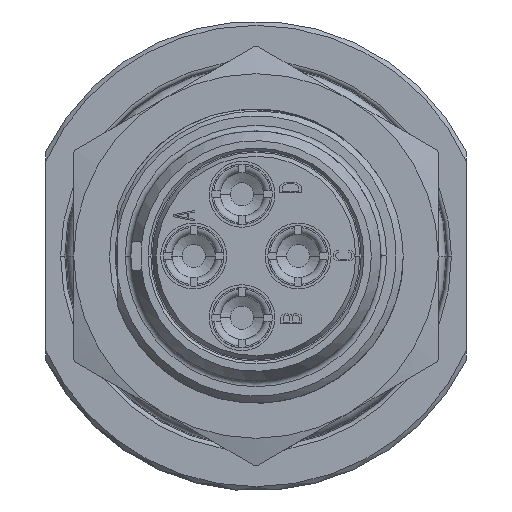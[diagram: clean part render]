
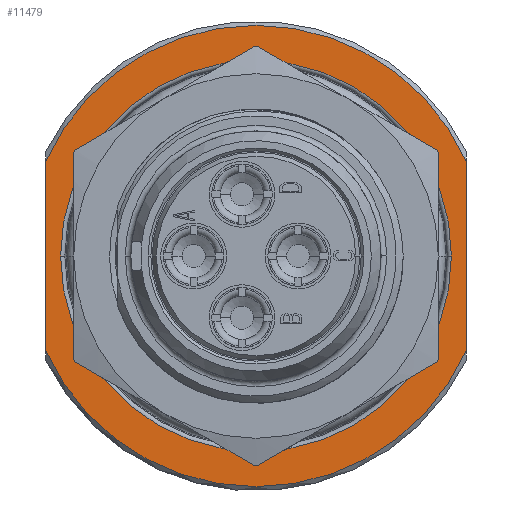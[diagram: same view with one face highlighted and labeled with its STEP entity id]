
A CAD part, left-side view. The second image highlights one B-rep face of the part: STEP entity #11479.
In plain terms, the highlighted planar face has unit normal (-1, 0, 0).
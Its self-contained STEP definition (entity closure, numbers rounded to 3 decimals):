
#106=CARTESIAN_POINT('',(20.5,0.,0.));
#107=DIRECTION('',(-1.,0.,0.));
#108=DIRECTION('',(0.,0.912,-0.411));
#109=AXIS2_PLACEMENT_3D('',#106,#107,#108);
#130=DIRECTION('',(0.,0.,1.));
#131=VECTOR('',#130,13.506);
#132=CARTESIAN_POINT('',(20.5,15.,-6.753));
#133=LINE('1172',#132,#131);
#134=DIRECTION('',(0.,0.,-1.));
#135=VECTOR('',#134,13.506);
#136=CARTESIAN_POINT('',(20.5,-15.,6.753));
#137=LINE('1171',#136,#135);
#138=CARTESIAN_POINT('',(20.5,0.,0.));
#139=DIRECTION('',(1.,0.,0.));
#140=DIRECTION('',(0.,0.912,0.411));
#141=AXIS2_PLACEMENT_3D('',#138,#139,#140);
#162=CARTESIAN_POINT('',(20.5,0.,0.));
#163=DIRECTION('',(1.,0.,0.));
#164=DIRECTION('',(0.,1.,0.));
#165=AXIS2_PLACEMENT_3D('',#162,#163,#164);
#177=CARTESIAN_POINT('',(20.5,0.,0.));
#178=DIRECTION('',(1.,0.,0.));
#179=DIRECTION('',(0.,-1.,0.));
#180=AXIS2_PLACEMENT_3D('',#177,#178,#179);
#9905=CARTESIAN_POINT('',(20.5,13.939,0.));
#9906=CARTESIAN_POINT('',(20.5,-13.939,0.));
#9907=VERTEX_POINT('',#9905);
#9908=VERTEX_POINT('',#9906);
#9953=CARTESIAN_POINT('',(20.5,15.,6.753));
#9954=CARTESIAN_POINT('',(20.5,-15.,6.753));
#9955=VERTEX_POINT('',#9953);
#9956=VERTEX_POINT('',#9954);
#9969=CARTESIAN_POINT('',(20.5,15.,-6.753));
#9970=CARTESIAN_POINT('',(20.5,-15.,-6.753));
#9971=VERTEX_POINT('',#9969);
#9972=VERTEX_POINT('',#9970);
#11461=CARTESIAN_POINT('',(20.5,0.,0.));
#11462=DIRECTION('',(1.,0.,0.));
#11463=DIRECTION('',(0.,-1.,0.));
#11464=AXIS2_PLACEMENT_3D('',#11461,#11462,#11463);
#11465=PLANE('247',#11464);
#11466=ORIENTED_EDGE('1172',*,*,#11362,.T.);
#11468=ORIENTED_EDGE('1153',*,*,#11467,.T.);
#11469=ORIENTED_EDGE('1171',*,*,#11413,.T.);
#11470=ORIENTED_EDGE('1163',*,*,#11453,.F.);
#11471=EDGE_LOOP('247',(#11466,#11468,#11469,#11470));
#11472=FACE_OUTER_BOUND('247',#11471,.F.);
#11474=ORIENTED_EDGE('1114',*,*,#11473,.F.);
#11476=ORIENTED_EDGE('1116',*,*,#11475,.F.);
#11477=EDGE_LOOP('247',(#11474,#11476));
#11478=FACE_BOUND('247',#11477,.F.);
#110=CIRCLE('1163',#109,16.45);
#142=CIRCLE('1153',#141,16.45);
#166=CIRCLE('1114',#165,13.939);
#181=CIRCLE('1116',#180,13.939);
#11362=EDGE_CURVE('1172',#9971,#9955,#133,.T.);
#11413=EDGE_CURVE('1171',#9956,#9972,#137,.T.);
#11453=EDGE_CURVE('1163',#9971,#9972,#110,.T.);
#11467=EDGE_CURVE('1153',#9955,#9956,#142,.T.);
#11473=EDGE_CURVE('1114',#9907,#9908,#166,.T.);
#11475=EDGE_CURVE('1116',#9908,#9907,#181,.T.);
#11479=ADVANCED_FACE('247',(#11472,#11478),#11465,.F.);
